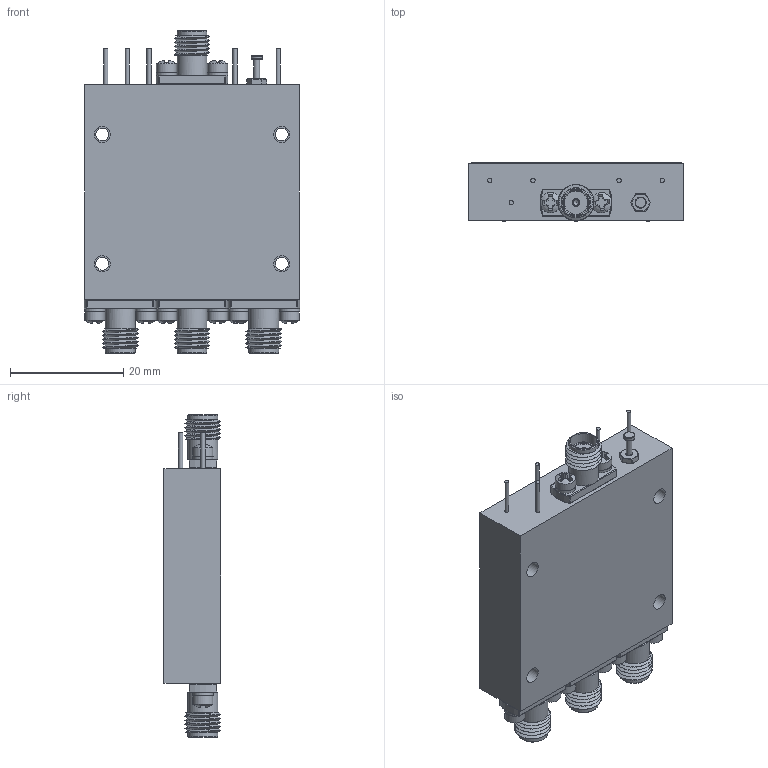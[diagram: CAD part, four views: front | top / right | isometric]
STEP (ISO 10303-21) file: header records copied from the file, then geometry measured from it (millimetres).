
FILE_DESCRIPTION (( 'STEP AP214' ), '1' );
FILE_NAME ('P3T-10M1G-60-T-SFF.STEP', '2024-09-24T11:18:42', ( '' ), ( '' ), 'SwSTEP 2.0', 'SolidWorks 2024', '' );
FILE_SCHEMA (( 'AUTOMOTIVE_DESIGN' ));
Length unit declared in the file: inch
Products named in the file (1): P3T-10M1G-60-T-SFF
Bounding box: 38.06 x 10.21 x 57.05 mm (x, y, z)
Volume: 15618.5 mm3; surface area: 9657.7 mm2
Topology: 40 solids, 40 shells, 918 faces, 3344 edges, 2677 vertices
Faces by surface type: plane 495, cylinder 174, torus 106, sphere 64, cone 56, bspline 23
Full cylindrical faces by diameter (mm): 0.381 x4, 0.508 x8, 0.762 x9, 1.016 x4, 1.067 x1, 1.27 x4, 1.93 x1, 2.184 x8, 2.261 x4, 2.591 x8, 2.845 x4, 3.302 x4, 3.556 x8, 4.191 x8, 4.597 x4, 5.283 x8
Entity records: 54566 total; most frequent: CARTESIAN_POINT 19221, ORIENTED_EDGE 6114, DIRECTION 4806, EDGE_CURVE 3057, VERTEX_POINT 2637, AXIS2_PLACEMENT_3D 1656, LINE 1494, VECTOR 1494
